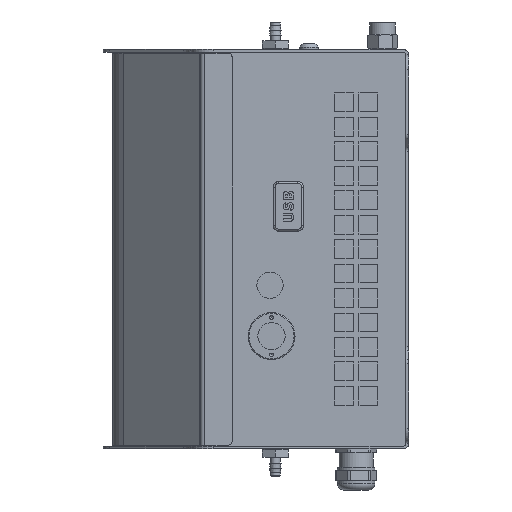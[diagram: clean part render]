
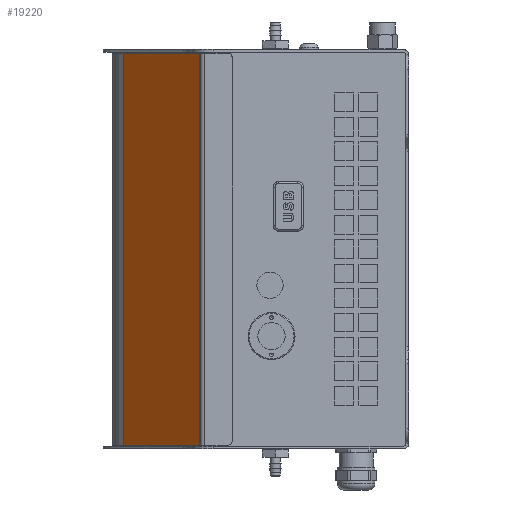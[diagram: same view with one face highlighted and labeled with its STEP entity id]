
A CAD part, left-side view. The second image highlights one B-rep face of the part: STEP entity #19220.
In plain terms, the highlighted planar face has unit normal (-0.707, 0.707, 0).
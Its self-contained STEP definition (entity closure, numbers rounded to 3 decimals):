
#1236=FACE_OUTER_BOUND('',#2593,.T.);
#2593=EDGE_LOOP('',(#14967,#14968,#14969,#14970));
#4854=LINE('',#29696,#6980);
#4975=LINE('',#30524,#7101);
#4976=LINE('',#30526,#7102);
#4977=LINE('',#30527,#7103);
#6980=VECTOR('',#23364,1000.);
#7101=VECTOR('',#23675,1000.);
#7102=VECTOR('',#23676,1000.);
#7103=VECTOR('',#23677,1000.);
#9323=VERTEX_POINT('',#29693);
#9324=VERTEX_POINT('',#29695);
#9436=VERTEX_POINT('',#30523);
#9437=VERTEX_POINT('',#30525);
#11324=EDGE_CURVE('',#9324,#9323,#4854,.T.);
#11528=EDGE_CURVE('',#9323,#9436,#4975,.T.);
#11529=EDGE_CURVE('',#9437,#9436,#4976,.T.);
#11530=EDGE_CURVE('',#9324,#9437,#4977,.T.);
#14967=ORIENTED_EDGE('',*,*,#11528,.T.);
#14968=ORIENTED_EDGE('',*,*,#11529,.F.);
#14969=ORIENTED_EDGE('',*,*,#11530,.F.);
#14970=ORIENTED_EDGE('',*,*,#11324,.T.);
#18357=PLANE('',#20516);
#19220=ADVANCED_FACE('',(#1236),#18357,.F.);
#20516=AXIS2_PLACEMENT_3D('',#30522,#23673,#23674);
#23364=DIRECTION('',(0.,0.,-1.));
#23673=DIRECTION('center_axis',(0.707,-0.707,0.));
#23674=DIRECTION('ref_axis',(-0.707,-0.707,0.));
#23675=DIRECTION('',(-0.707,-0.707,0.));
#23676=DIRECTION('',(0.,0.,-1.));
#23677=DIRECTION('',(-0.707,-0.707,0.));
#29693=CARTESIAN_POINT('',(-18.398,58.715,-69.822));
#29695=CARTESIAN_POINT('',(-18.398,58.715,138.678));
#29696=CARTESIAN_POINT('',(-18.398,58.715,136.428));
#30522=CARTESIAN_POINT('Origin',(-59.333,17.78,136.428));
#30523=CARTESIAN_POINT('',(-58.894,18.22,-69.822));
#30524=CARTESIAN_POINT('',(-59.333,17.78,-69.822));
#30525=CARTESIAN_POINT('',(-58.894,18.22,138.678));
#30526=CARTESIAN_POINT('',(-58.894,18.22,136.428));
#30527=CARTESIAN_POINT('',(-59.333,17.78,138.678));
